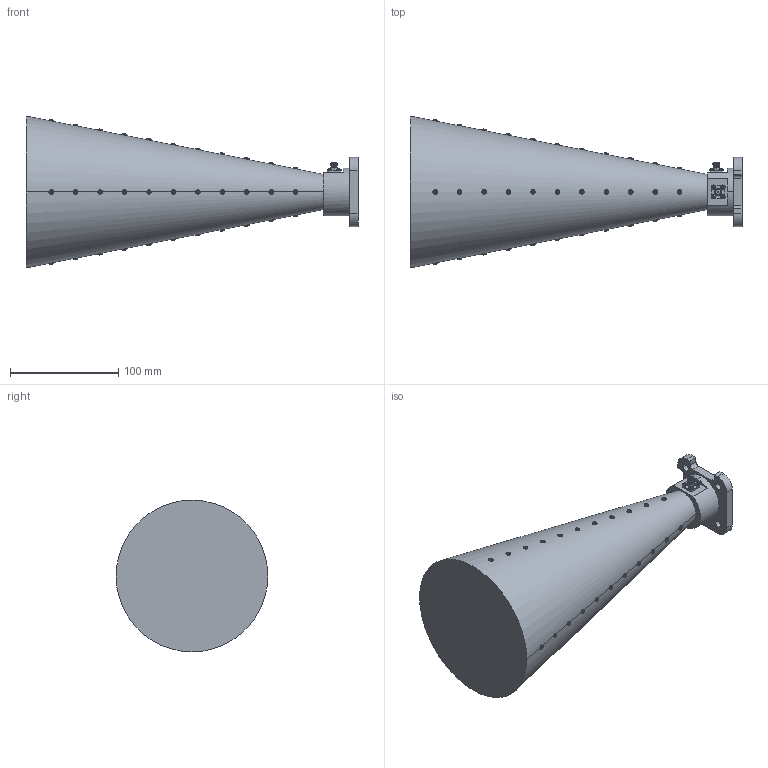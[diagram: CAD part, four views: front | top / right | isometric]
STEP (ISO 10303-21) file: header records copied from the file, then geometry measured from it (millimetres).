
FILE_DESCRIPTION (( 'STEP AP214' ), '1' );
FILE_NAME ('AC-TS12-DP-BX2.STEP', '2024-02-13T18:23:47', ( '' ), ( '' ), 'SwSTEP 2.0', 'SolidWorks 2021', '' );
FILE_SCHEMA (( 'AUTOMOTIVE_DESIGN' ));
Length unit declared in the file: inch
Products named in the file (1): AC-TS12-DP-BX2
Bounding box: 306.58 x 140 x 140 mm (x, y, z)
Volume: 1874151.4 mm3; surface area: 107094.8 mm2
Topology: 55 solids, 55 shells, 2544 faces, 6986 edges, 4616 vertices
Faces by surface type: plane 1040, cylinder 906, cone 276, torus 212, sphere 104, bspline 6
Entity records: 120222 total; most frequent: CARTESIAN_POINT 23153, ORIENTED_EDGE 13972, DIRECTION 13080, EDGE_CURVE 6986, AXIS2_PLACEMENT_3D 5279, VERTEX_POINT 4616, CIRCLE 2740, EDGE_LOOP 2632
